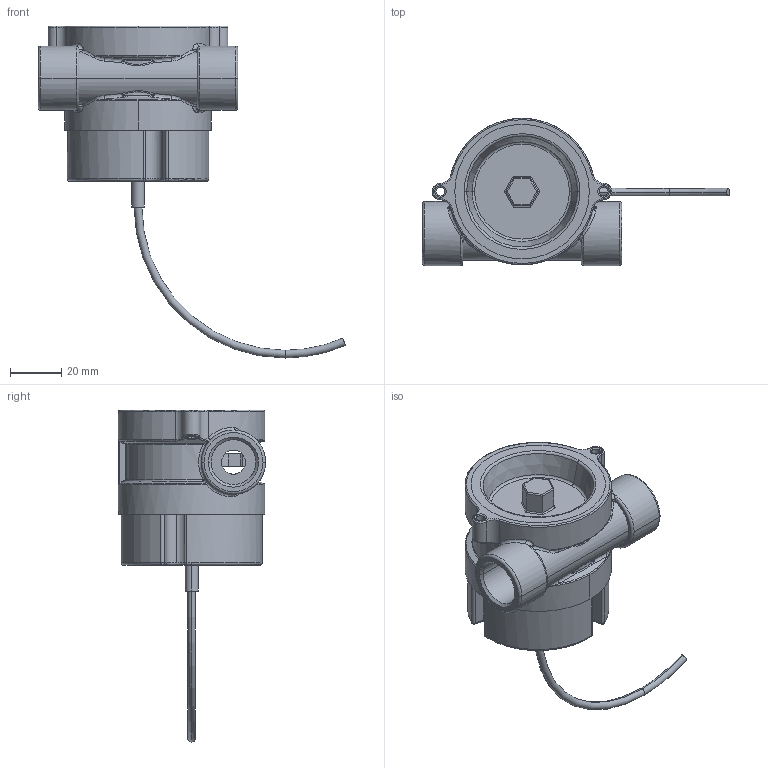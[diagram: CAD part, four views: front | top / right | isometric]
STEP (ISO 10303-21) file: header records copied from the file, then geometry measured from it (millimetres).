
FILE_DESCRIPTION (( 'STEP AP214' ), '1' );
FILE_NAME ('Gems Flowmeter RFO (PP) G1-2.STEP', '2016-03-21T12:12:28', ( '' ), ( '' ), 'SwSTEP 2.0', 'SolidWorks 2016', '' );
FILE_SCHEMA (( 'AUTOMOTIVE_DESIGN' ));
Length unit declared in the file: millimetre
Products named in the file (1): Gems Flowmeter RFO (PP) G1-2
Bounding box: 119.74 x 57.3 x 129.28 mm (x, y, z)
Volume: 121786 mm3; surface area: 42087.9 mm2
Topology: 4 solids, 4 shells, 401 faces, 1018 edges, 623 vertices
Faces by surface type: cylinder 137, plane 103, bspline 68, torus 65, cone 17, sphere 11
Entity records: 15438 total; most frequent: CARTESIAN_POINT 6164, ORIENTED_EDGE 2008, DIRECTION 1864, EDGE_CURVE 1004, AXIS2_PLACEMENT_3D 773, VERTEX_POINT 620, CIRCLE 439, EDGE_LOOP 420
